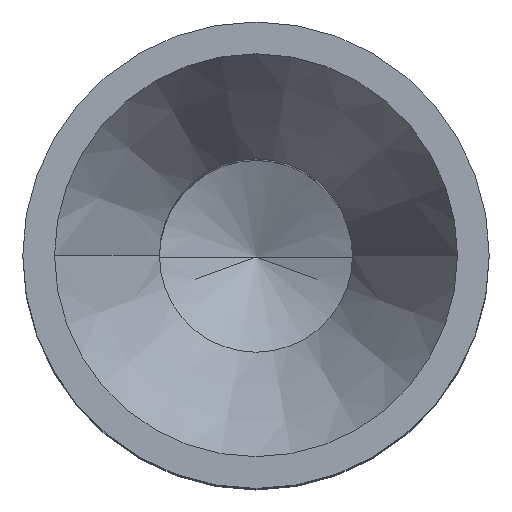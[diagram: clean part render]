
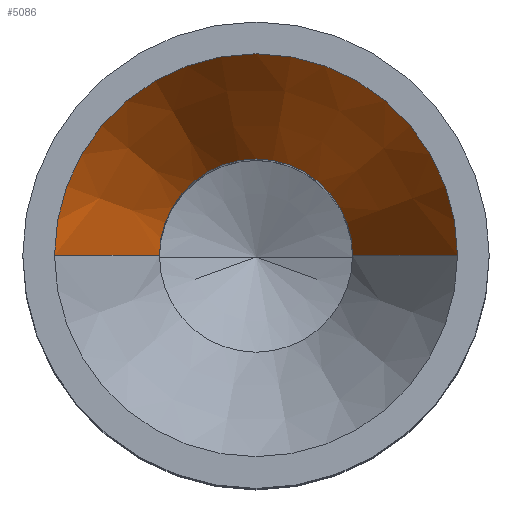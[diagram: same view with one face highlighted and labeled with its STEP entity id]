
A CAD part, top view. The second image highlights one B-rep face of the part: STEP entity #5086.
In plain terms, the highlighted conical face has half-angle 30.191 degrees and reference radius 1.118 mm.
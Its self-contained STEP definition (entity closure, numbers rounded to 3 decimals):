
#1612=CARTESIAN_POINT('',(0.,0.,10.166));
#1613=DIRECTION('',(0.,0.,1.));
#1614=DIRECTION('',(1.,0.,0.));
#1615=AXIS2_PLACEMENT_3D('',#1612,#1613,#1614);
#1617=DIRECTION('',(0.503,0.,-0.864));
#1618=VECTOR('',#1617,1.564);
#1619=CARTESIAN_POINT('',(-1.512,0.,11.518));
#1620=LINE('',#1619,#1618);
#1621=CARTESIAN_POINT('',(0.,0.,11.518));
#1622=DIRECTION('',(0.,0.,-1.));
#1623=DIRECTION('',(-1.,0.,0.));
#1624=AXIS2_PLACEMENT_3D('',#1621,#1622,#1623);
#1626=DIRECTION('',(-0.503,0.,-0.864));
#1627=VECTOR('',#1626,1.564);
#1628=CARTESIAN_POINT('',(1.512,0.,11.518));
#1629=LINE('',#1628,#1627);
#1913=CARTESIAN_POINT('',(-1.512,0.,11.518));
#1914=CARTESIAN_POINT('',(1.512,0.,11.518));
#1915=VERTEX_POINT('',#1913);
#1916=VERTEX_POINT('',#1914);
#2024=CARTESIAN_POINT('',(-0.725,0.,10.166));
#2025=CARTESIAN_POINT('',(0.725,0.,10.166));
#2026=VERTEX_POINT('',#2024);
#2027=VERTEX_POINT('',#2025);
#5072=CARTESIAN_POINT('',(0.,0.,10.842));
#5073=DIRECTION('',(0.,0.,1.));
#5074=DIRECTION('',(-1.,0.,0.));
#5075=AXIS2_PLACEMENT_3D('',#5072,#5073,#5074);
#5076=CONICAL_SURFACE('',#5075,1.118,30.191);
#5078=ORIENTED_EDGE('',*,*,#5077,.T.);
#5080=ORIENTED_EDGE('',*,*,#5079,.F.);
#5081=ORIENTED_EDGE('',*,*,#5065,.T.);
#5083=ORIENTED_EDGE('',*,*,#5082,.T.);
#5084=EDGE_LOOP('',(#5078,#5080,#5081,#5083));
#5085=FACE_OUTER_BOUND('',#5084,.F.);
#5086=ADVANCED_FACE('',(#5085),#5076,.F.);
#1616=CIRCLE('',#1615,0.725);
#1625=CIRCLE('',#1624,1.512);
#5065=EDGE_CURVE('',#1915,#1916,#1625,.T.);
#5077=EDGE_CURVE('',#2027,#2026,#1616,.T.);
#5079=EDGE_CURVE('',#1915,#2026,#1620,.T.);
#5082=EDGE_CURVE('',#1916,#2027,#1629,.T.);
